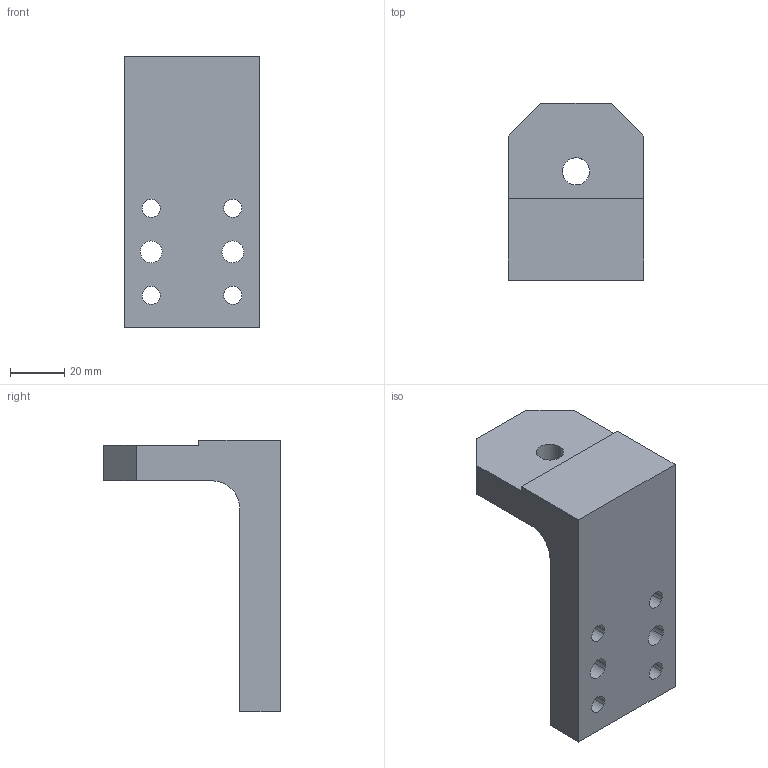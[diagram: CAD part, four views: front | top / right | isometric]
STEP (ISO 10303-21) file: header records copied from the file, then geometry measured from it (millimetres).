
FILE_DESCRIPTION(('CATIA V5 STEP Exchange'),'2;1');
FILE_NAME('AEGT287-2.stp','2017-07-06T00:43:45+00:00',('none'),('none'),'CATIA Version 5 Release 21 GA (IN-10)','CATIA V5 STEP AP203','none');
FILE_SCHEMA(('CONFIG_CONTROL_DESIGN'));
Length unit declared in the file: millimetre
Products named in the file (1): AEGT287-2
Bounding box: 50 x 65 x 100 mm (x, y, z)
Volume: 103590 mm3; surface area: 21997.1 mm2
Topology: 1 solids, 1 shells, 27 faces, 75 edges, 50 vertices
Faces by surface type: cylinder 15, plane 12
Entity records: 884 total; most frequent: ORIENTED_EDGE 150, CARTESIAN_POINT 146, DIRECTION 115, EDGE_CURVE 75, AXIS2_PLACEMENT_3D 51, VERTEX_POINT 50, VECTOR 45, LINE 45
